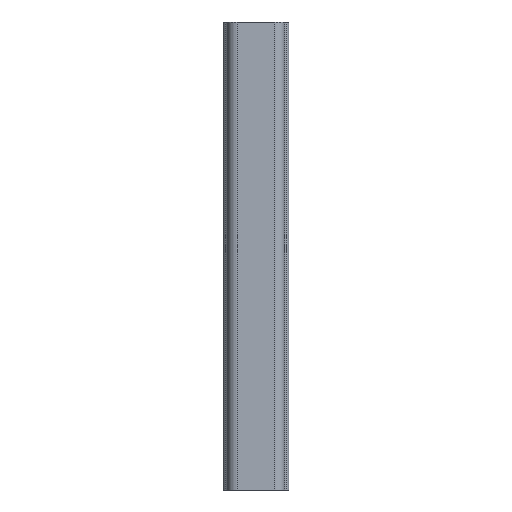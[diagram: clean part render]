
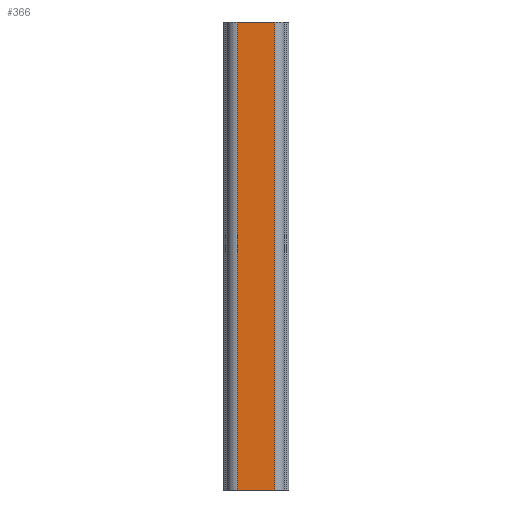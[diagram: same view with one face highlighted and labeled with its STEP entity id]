
A CAD part, front view. The second image highlights one B-rep face of the part: STEP entity #366.
In plain terms, the highlighted planar face has unit normal (0, -1, 0).
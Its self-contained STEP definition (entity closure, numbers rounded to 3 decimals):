
#17 = CARTESIAN_POINT ( 'NONE',  ( -2., 0., 25. ) ) ;
#138 = ORIENTED_EDGE ( 'NONE', *, *, #1068, .T. ) ;
#154 = CARTESIAN_POINT ( 'NONE',  ( 2., 0., 25. ) ) ;
#158 = ORIENTED_EDGE ( 'NONE', *, *, #1360, .F. ) ;
#223 = EDGE_CURVE ( 'NONE', #1423, #1473, #1479, .T. ) ;
#347 = DIRECTION ( 'NONE',  ( 0., 0., -1. ) ) ;
#366 = ADVANCED_FACE ( 'NONE', ( #685 ), #1395, .F. ) ;
#379 = CARTESIAN_POINT ( 'NONE',  ( 2., 0., 25. ) ) ;
#436 = CARTESIAN_POINT ( 'NONE',  ( -2., 0., 25. ) ) ;
#575 = VECTOR ( 'NONE', #606, 1000. ) ;
#606 = DIRECTION ( 'NONE',  ( 1., 0., 0. ) ) ;
#655 = CARTESIAN_POINT ( 'NONE',  ( -2., 0., -25. ) ) ;
#666 = LINE ( 'NONE', #154, #2011 ) ;
#685 = FACE_OUTER_BOUND ( 'NONE', #1590, .T. ) ;
#754 = AXIS2_PLACEMENT_3D ( 'NONE', #2081, #1735, #1918 ) ;
#771 = CARTESIAN_POINT ( 'NONE',  ( -2., 0., -25. ) ) ;
#849 = ORIENTED_EDGE ( 'NONE', *, *, #223, .F. ) ;
#894 = VERTEX_POINT ( 'NONE', #655 ) ;
#1068 = EDGE_CURVE ( 'NONE', #894, #1370, #1481, .T. ) ;
#1360 = EDGE_CURVE ( 'NONE', #1473, #1370, #666, .T. ) ;
#1370 = VERTEX_POINT ( 'NONE', #1730 ) ;
#1395 = PLANE ( 'NONE',  #754 ) ;
#1423 = VERTEX_POINT ( 'NONE', #17 ) ;
#1449 = VECTOR ( 'NONE', #2058, 1000. ) ;
#1473 = VERTEX_POINT ( 'NONE', #379 ) ;
#1479 = LINE ( 'NONE', #436, #2013 ) ;
#1481 = LINE ( 'NONE', #771, #575 ) ;
#1499 = CARTESIAN_POINT ( 'NONE',  ( -2., 0., 25. ) ) ;
#1590 = EDGE_LOOP ( 'NONE', ( #138, #158, #849, #1666 ) ) ;
#1591 = EDGE_CURVE ( 'NONE', #1423, #894, #1887, .T. ) ;
#1666 = ORIENTED_EDGE ( 'NONE', *, *, #1591, .T. ) ;
#1730 = CARTESIAN_POINT ( 'NONE',  ( 2., 0., -25. ) ) ;
#1735 = DIRECTION ( 'NONE',  ( 0., 1., 0. ) ) ;
#1887 = LINE ( 'NONE', #1499, #1449 ) ;
#1918 = DIRECTION ( 'NONE',  ( -1., 0., 0. ) ) ;
#2011 = VECTOR ( 'NONE', #347, 1000. ) ;
#2013 = VECTOR ( 'NONE', #2200, 1000. ) ;
#2058 = DIRECTION ( 'NONE',  ( 0., 0., -1. ) ) ;
#2081 = CARTESIAN_POINT ( 'NONE',  ( -2., 0., 25. ) ) ;
#2200 = DIRECTION ( 'NONE',  ( 1., 0., 0. ) ) ;
